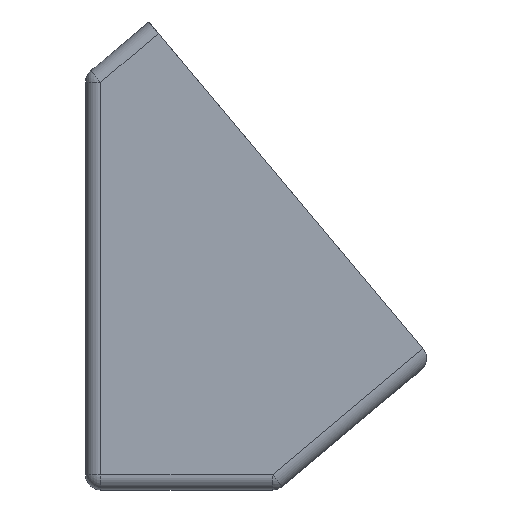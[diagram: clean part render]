
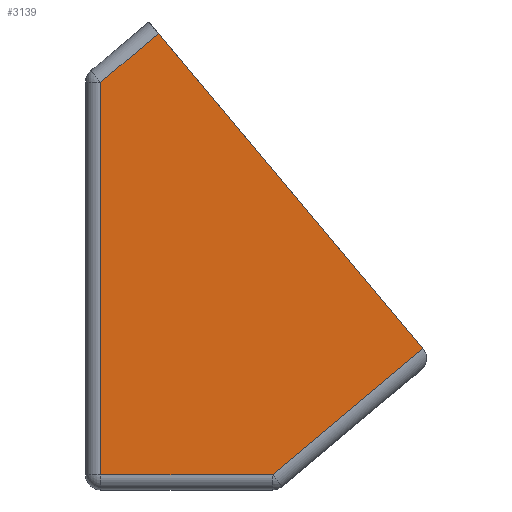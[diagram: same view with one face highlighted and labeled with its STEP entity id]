
A CAD part, left-side view. The second image highlights one B-rep face of the part: STEP entity #3139.
In plain terms, the highlighted planar face has unit normal (-1, 0, 0).
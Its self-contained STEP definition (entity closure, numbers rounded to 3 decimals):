
#21 = LINE ( 'NONE', #1681, #2449 ) ;
#167 = DIRECTION ( 'NONE',  ( 0., -1., 0. ) ) ;
#268 = EDGE_CURVE ( 'NONE', #4127, #370, #21, .T. ) ;
#335 = DIRECTION ( 'NONE',  ( 0., -0.766, 0.643 ) ) ;
#370 = VERTEX_POINT ( 'NONE', #734 ) ;
#468 = EDGE_CURVE ( 'NONE', #620, #2344, #472, .T. ) ;
#472 = LINE ( 'NONE', #1109, #1114 ) ;
#620 = VERTEX_POINT ( 'NONE', #1676 ) ;
#734 = CARTESIAN_POINT ( 'NONE',  ( -2.5, -53.33, 20.891 ) ) ;
#798 = DIRECTION ( 'NONE',  ( 0., 0., -1. ) ) ;
#1080 = VECTOR ( 'NONE', #1472, 1000. ) ;
#1109 = CARTESIAN_POINT ( 'NONE',  ( -2.5, 32.006, 38.144 ) ) ;
#1114 = VECTOR ( 'NONE', #1759, 1000. ) ;
#1138 = LINE ( 'NONE', #1771, #3129 ) ;
#1145 = CARTESIAN_POINT ( 'NONE',  ( -2.5, 0., 65. ) ) ;
#1426 = FACE_OUTER_BOUND ( 'NONE', #3999, .T. ) ;
#1456 = ORIENTED_EDGE ( 'NONE', *, *, #1656, .T. ) ;
#1472 = DIRECTION ( 'NONE',  ( 0., 0.643, 0.766 ) ) ;
#1656 = EDGE_CURVE ( 'NONE', #370, #620, #2109, .T. ) ;
#1676 = CARTESIAN_POINT ( 'NONE',  ( -2.5, -9.576, 73.035 ) ) ;
#1681 = CARTESIAN_POINT ( 'NONE',  ( -2.5, -11.748, -14.001 ) ) ;
#1759 = DIRECTION ( 'NONE',  ( 0., 0.766, -0.643 ) ) ;
#1771 = CARTESIAN_POINT ( 'NONE',  ( -2.5, 0., 0. ) ) ;
#1828 = CARTESIAN_POINT ( 'NONE',  ( -2.5, -7.969, 74.95 ) ) ;
#1859 = ORIENTED_EDGE ( 'NONE', *, *, #468, .T. ) ;
#1986 = DIRECTION ( 'NONE',  ( 0., 0., -1. ) ) ;
#2008 = VERTEX_POINT ( 'NONE', #2571 ) ;
#2109 = LINE ( 'NONE', #1828, #1080 ) ;
#2256 = ORIENTED_EDGE ( 'NONE', *, *, #3008, .T. ) ;
#2262 = CARTESIAN_POINT ( 'NONE',  ( -2.5, -28.433, 0. ) ) ;
#2344 = VERTEX_POINT ( 'NONE', #1145 ) ;
#2381 = ORIENTED_EDGE ( 'NONE', *, *, #268, .T. ) ;
#2449 = VECTOR ( 'NONE', #335, 1000. ) ;
#2477 = AXIS2_PLACEMENT_3D ( 'NONE', #2726, #4024, #798 ) ;
#2571 = CARTESIAN_POINT ( 'NONE',  ( -2.5, 0., 0. ) ) ;
#2726 = CARTESIAN_POINT ( 'NONE',  ( -2.5, 0., 0. ) ) ;
#3008 = EDGE_CURVE ( 'NONE', #2344, #2008, #3923, .T. ) ;
#3129 = VECTOR ( 'NONE', #167, 1000. ) ;
#3139 = ADVANCED_FACE ( 'NONE', ( #1426 ), #3706, .F. ) ;
#3541 = CARTESIAN_POINT ( 'NONE',  ( -2.5, 0., 0. ) ) ;
#3706 = PLANE ( 'NONE',  #2477 ) ;
#3923 = LINE ( 'NONE', #3541, #4176 ) ;
#3928 = EDGE_CURVE ( 'NONE', #2008, #4127, #1138, .T. ) ;
#3999 = EDGE_LOOP ( 'NONE', ( #1456, #1859, #2256, #4156, #2381 ) ) ;
#4024 = DIRECTION ( 'NONE',  ( 1., 0., 0. ) ) ;
#4127 = VERTEX_POINT ( 'NONE', #2262 ) ;
#4156 = ORIENTED_EDGE ( 'NONE', *, *, #3928, .T. ) ;
#4176 = VECTOR ( 'NONE', #1986, 1000. ) ;
